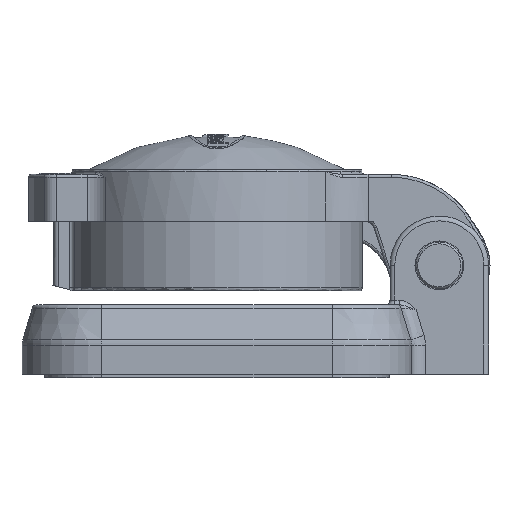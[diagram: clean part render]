
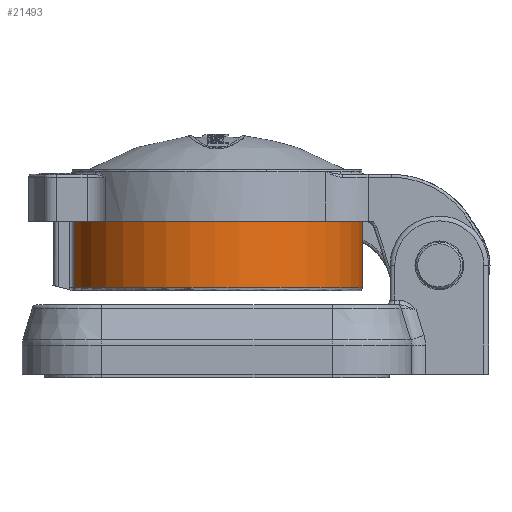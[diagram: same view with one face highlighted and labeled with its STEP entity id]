
A CAD part, left-side view. The second image highlights one B-rep face of the part: STEP entity #21493.
In plain terms, the highlighted cylindrical face has radius 15.5 mm (diameter 31 mm), a partial arc.
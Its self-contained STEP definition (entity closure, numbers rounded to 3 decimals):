
#2981=CIRCLE('',#23487,15.5);
#2983=CIRCLE('',#23491,15.5);
#3327=CYLINDRICAL_SURFACE('',#23490,15.5);
#4391=FACE_OUTER_BOUND('',#5683,.T.);
#5683=EDGE_LOOP('',(#19332,#19333,#19334,#19335));
#7091=LINE('',#45700,#8533);
#7095=LINE('',#45794,#8537);
#8533=VECTOR('',#28175,10.);
#8537=VECTOR('',#28201,10.);
#10530=VERTEX_POINT('',#45698);
#10531=VERTEX_POINT('',#45699);
#10541=VERTEX_POINT('',#45755);
#10543=VERTEX_POINT('',#45792);
#13496=EDGE_CURVE('',#10530,#10531,#7091,.T.);
#13508=EDGE_CURVE('',#10530,#10541,#2981,.T.);
#13512=EDGE_CURVE('',#10531,#10543,#2983,.T.);
#13513=EDGE_CURVE('',#10541,#10543,#7095,.T.);
#19332=ORIENTED_EDGE('',*,*,#13496,.T.);
#19333=ORIENTED_EDGE('',*,*,#13512,.T.);
#19334=ORIENTED_EDGE('',*,*,#13513,.F.);
#19335=ORIENTED_EDGE('',*,*,#13508,.F.);
#21493=ADVANCED_FACE('',(#4391),#3327,.T.);
#23487=AXIS2_PLACEMENT_3D('',#45756,#28191,#28192);
#23490=AXIS2_PLACEMENT_3D('',#45791,#28197,#28198);
#23491=AXIS2_PLACEMENT_3D('',#45793,#28199,#28200);
#28175=DIRECTION('',(0.,0.,1.));
#28191=DIRECTION('center_axis',(0.,0.,
-1.));
#28192=DIRECTION('ref_axis',(-1.,0.,0.));
#28197=DIRECTION('center_axis',(0.,0.,
1.));
#28198=DIRECTION('ref_axis',(0.73,0.683,0.));
#28199=DIRECTION('center_axis',(0.,0.,
-1.));
#28200=DIRECTION('ref_axis',(-1.,0.,0.));
#28201=DIRECTION('',(0.,0.,1.));
#45698=CARTESIAN_POINT('',(-15.,3.905,-7.1));
#45699=CARTESIAN_POINT('',(-15.,3.905,0.));
#45700=CARTESIAN_POINT('',(-15.,3.905,-7.4));
#45755=CARTESIAN_POINT('',(2.906,-15.225,-7.1));
#45756=CARTESIAN_POINT('Origin',(0.,0.,
-7.1));
#45791=CARTESIAN_POINT('Origin',(0.,0.,
-7.4));
#45792=CARTESIAN_POINT('',(2.906,-15.225,0.));
#45793=CARTESIAN_POINT('Origin',(0.,0.,
0.));
#45794=CARTESIAN_POINT('',(2.906,-15.225,-7.4));
